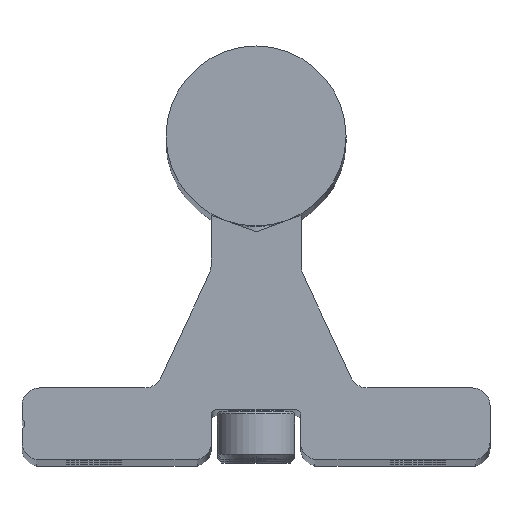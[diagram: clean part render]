
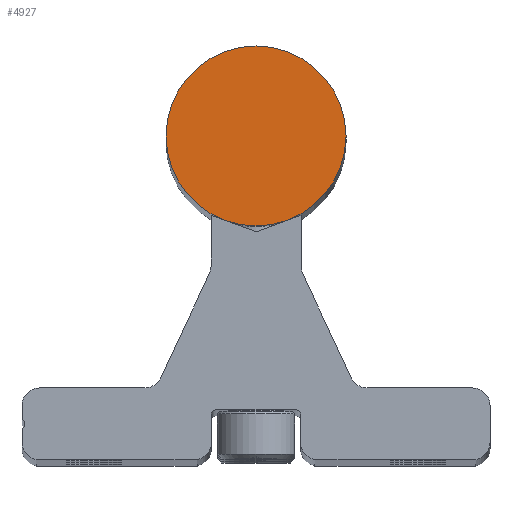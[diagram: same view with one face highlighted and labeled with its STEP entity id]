
A CAD part, top view. The second image highlights one B-rep face of the part: STEP entity #4927.
In plain terms, the highlighted planar face has unit normal (0, 0, 1).
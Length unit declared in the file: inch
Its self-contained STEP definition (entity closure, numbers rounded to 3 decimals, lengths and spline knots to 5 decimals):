
#372 = AXIS2_PLACEMENT_3D ( 'NONE', #5730, #930, #7043 ) ;
#896 = DIRECTION ( 'NONE',  ( 1., 0., 0. ) ) ;
#925 = AXIS2_PLACEMENT_3D ( 'NONE', #3380, #5302, #1579 ) ;
#930 = DIRECTION ( 'NONE',  ( 0., 0., 1. ) ) ;
#1267 = FACE_OUTER_BOUND ( 'NONE', #1578, .T. ) ;
#1578 = EDGE_LOOP ( 'NONE', ( #5727, #6213 ) ) ;
#1579 = DIRECTION ( 'NONE',  ( 1., 0., 0. ) ) ;
#2526 = VERTEX_POINT ( 'NONE', #4015 ) ;
#3380 = CARTESIAN_POINT ( 'NONE',  ( 0., 1.125, 0. ) ) ;
#3430 = EDGE_CURVE ( 'NONE', #2526, #6700, #5104, .T. ) ;
#3809 = CARTESIAN_POINT ( 'NONE',  ( 0., 1.125, 0. ) ) ;
#3967 = CIRCLE ( 'NONE', #925, 0.3125 ) ;
#4015 = CARTESIAN_POINT ( 'NONE',  ( 0.3125, 1.125, 0. ) ) ;
#4659 = AXIS2_PLACEMENT_3D ( 'NONE', #3809, #5147, #896 ) ;
#4927 = ADVANCED_FACE ( 'NONE', ( #1267 ), #6059, .T. ) ;
#5104 = CIRCLE ( 'NONE', #372, 0.3125 ) ;
#5147 = DIRECTION ( 'NONE',  ( 0., 0., 1. ) ) ;
#5302 = DIRECTION ( 'NONE',  ( 0., 0., 1. ) ) ;
#5727 = ORIENTED_EDGE ( 'NONE', *, *, #3430, .T. ) ;
#5730 = CARTESIAN_POINT ( 'NONE',  ( 0., 1.125, 0. ) ) ;
#6059 = PLANE ( 'NONE',  #4659 ) ;
#6213 = ORIENTED_EDGE ( 'NONE', *, *, #6535, .T. ) ;
#6535 = EDGE_CURVE ( 'NONE', #6700, #2526, #3967, .T. ) ;
#6700 = VERTEX_POINT ( 'NONE', #7461 ) ;
#7043 = DIRECTION ( 'NONE',  ( 1., 0., 0. ) ) ;
#7461 = CARTESIAN_POINT ( 'NONE',  ( -0.3125, 1.125, 0. ) ) ;
